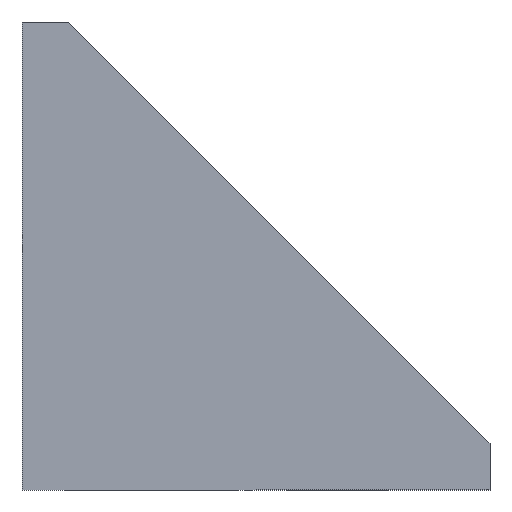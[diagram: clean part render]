
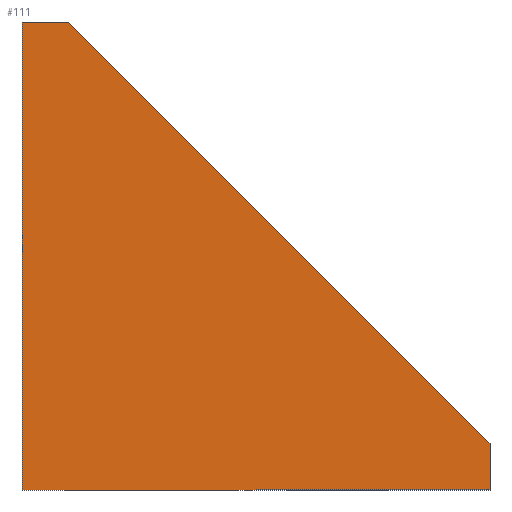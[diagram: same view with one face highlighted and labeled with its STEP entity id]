
A CAD part, left-side view. The second image highlights one B-rep face of the part: STEP entity #111.
In plain terms, the highlighted planar face has unit normal (-1, 0.006, -0.006).
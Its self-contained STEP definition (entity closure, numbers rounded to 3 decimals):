
#111=ADVANCED_FACE('',(#231),#232,.T.);
#231=FACE_OUTER_BOUND('',#349,.T.);
#232=PLANE('',#350);
#349=EDGE_LOOP('',(#638,#639,#640,#641,#642));
#350=AXIS2_PLACEMENT_3D('',#643,#644,#645);
#638=ORIENTED_EDGE('',*,*,#780,.T.);
#639=ORIENTED_EDGE('',*,*,#777,.T.);
#640=ORIENTED_EDGE('',*,*,#773,.F.);
#641=ORIENTED_EDGE('',*,*,#822,.F.);
#642=ORIENTED_EDGE('',*,*,#706,.F.);
#643=CARTESIAN_POINT('',(-19.0,-40.55,42.95));
#644=DIRECTION('',(-1.,0.006,-0.006));
#645=DIRECTION('',(-0.006,0.0,1.));
#706=EDGE_CURVE('',#838,#840,#841,.T.);
#773=EDGE_CURVE('',#948,#950,#951,.T.);
#777=EDGE_CURVE('',#955,#950,#956,.T.);
#780=EDGE_CURVE('',#838,#955,#959,.T.);
#822=EDGE_CURVE('',#840,#948,#1017,.T.);
#838=VERTEX_POINT('',#1034);
#840=VERTEX_POINT('',#1037);
#841=LINE('',#1038,#1039);
#948=VERTEX_POINT('',#1201);
#950=VERTEX_POINT('',#1204);
#951=LINE('',#1205,#1206);
#955=VERTEX_POINT('',#1211);
#956=LINE('',#1212,#1213);
#959=LINE('',#1217,#1218);
#1017=LINE('',#1304,#1305);
#1034=CARTESIAN_POINT('',(-18.485,0.0,0.));
#1037=CARTESIAN_POINT('',(-18.954,0.0,76.0));
#1038=CARTESIAN_POINT('',(-18.485,0.0,0.));
#1039=VECTOR('',#1322,76.001);
#1201=CARTESIAN_POINT('',(-19.0,-7.5,76.0));
#1204=CARTESIAN_POINT('',(-19.0,-76.0,7.5));
#1205=CARTESIAN_POINT('',(-19.0,-7.5,76.0));
#1206=VECTOR('',#1379,96.874);
#1211=CARTESIAN_POINT('',(-18.954,-76.0,0.));
#1212=CARTESIAN_POINT('',(-18.954,-76.0,0.));
#1213=VECTOR('',#1381,7.5);
#1217=CARTESIAN_POINT('',(-18.485,0.0,0.));
#1218=VECTOR('',#1383,76.001);
#1304=CARTESIAN_POINT('',(-18.954,0.0,76.0));
#1305=VECTOR('',#1412,7.5);
#1322=DIRECTION('',(-0.006,0.,1.));
#1379=DIRECTION('',(0.,-0.707,-0.707));
#1381=DIRECTION('',(-0.006,0.,1.));
#1383=DIRECTION('',(-0.006,-1.,0.));
#1412=DIRECTION('',(-0.006,-1.,0.));
